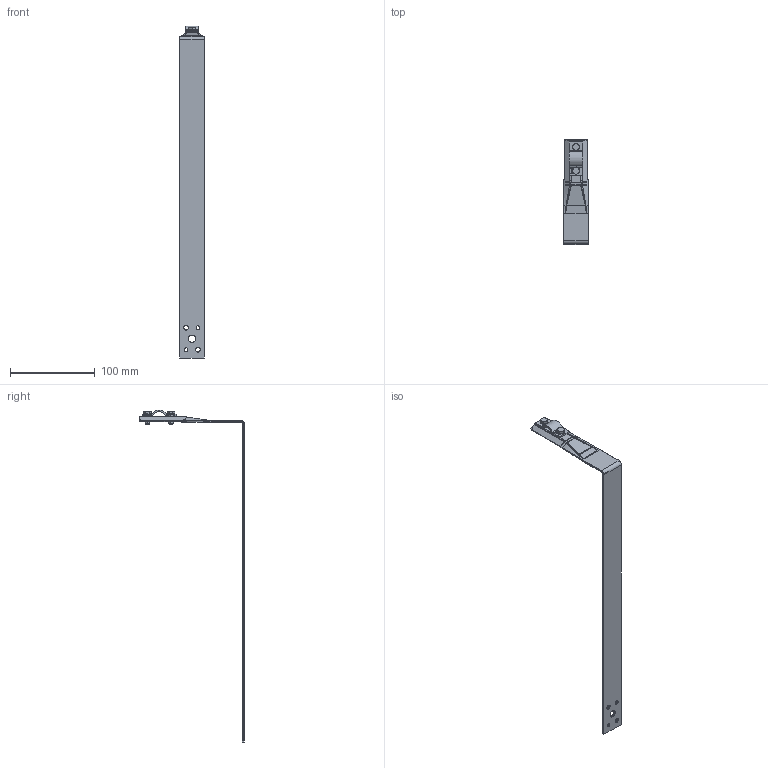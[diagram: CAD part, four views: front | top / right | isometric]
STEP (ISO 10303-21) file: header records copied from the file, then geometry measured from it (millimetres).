
FILE_DESCRIPTION (( 'STEP AP203' ), '1' );
FILE_NAME ('0903 Äåðæàòåëü ÷åðåïè÷íûé íà îáðåøåòêó ñ êðåïëåíèåì íà áîëòû, âûñîòà Í-10(ñì).STEP', '2024-03-05T11:51:16', ( '' ), ( '' ), 'SwSTEP 2.0', 'SolidWorks 2022', '' );
FILE_SCHEMA (( 'CONFIG_CONTROL_DESIGN' ));
Length unit declared in the file: millimetre
Products named in the file (6): 0903.001 Держатель черепичный; 0711.001 Прижим; hex screw gradeab_iso_ISO 4017 - M5 x 12-N; 0903.001-02 Держатель черепичный; 0903.001-01 Держатель черепичный; 0903 Держатель черепичный на обрешетку с креплением на болты, высота Н-10(см)
Assembly tree (6 placements, depth 2):
  0903 Держатель черепичный на обрешетку с креплением на болты, высота Н-10(см)
    0903.001 Держатель черепичный
    0711.001 Прижим
    0903.001-01 Держатель черепичный
    0903.001-02 Держатель черепичный
    hex screw gradeab_iso_ISO 4017 - M5 x 12-N  x2
Bounding box: 29.5 x 123.68 x 392.49 mm (x, y, z)
Volume: 82086.2 mm3; surface area: 96402.9 mm2
Topology: 9 solids, 9 shells, 356 faces, 872 edges, 536 vertices
Faces by surface type: bspline 156, plane 103, cylinder 77, cone 16, torus 4
Entity records: 14111 total; most frequent: CARTESIAN_POINT 6963, ORIENTED_EDGE 1612, DIRECTION 908, EDGE_CURVE 806, VERTEX_POINT 502, B_SPLINE_CURVE_WITH_KNOTS 420, EDGE_LOOP 366, AXIS2_PLACEMENT_3D 348
